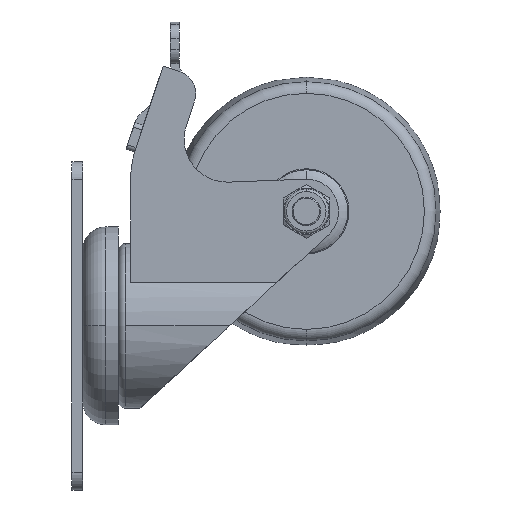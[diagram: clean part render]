
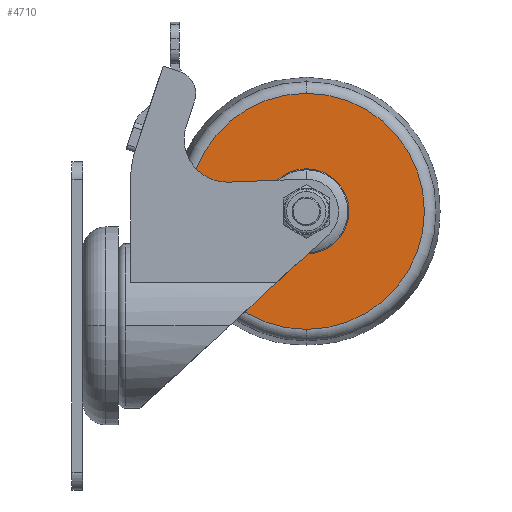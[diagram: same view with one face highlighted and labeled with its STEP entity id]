
A CAD part, left-side view. The second image highlights one B-rep face of the part: STEP entity #4710.
In plain terms, the highlighted planar face has unit normal (-1, 0, 0).
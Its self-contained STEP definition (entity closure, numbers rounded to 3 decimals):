
#3677=CARTESIAN_POINT('',(-16.,-52.5,32.));
#3678=DIRECTION('',(-1.,0.,0.));
#3679=DIRECTION('',(0.,1.,0.));
#3680=AXIS2_PLACEMENT_3D('',#3677,#3678,#3679);
#3682=CARTESIAN_POINT('',(-16.,-52.5,32.));
#3683=DIRECTION('',(-1.,0.,0.));
#3684=DIRECTION('',(0.,0.,1.));
#3685=AXIS2_PLACEMENT_3D('',#3682,#3683,#3684);
#3687=CARTESIAN_POINT('',(-16.,-52.5,32.));
#3688=DIRECTION('',(-1.,0.,0.));
#3689=DIRECTION('',(0.,-1.,0.));
#3690=AXIS2_PLACEMENT_3D('',#3687,#3688,#3689);
#3692=CARTESIAN_POINT('',(-16.,-52.5,32.));
#3693=DIRECTION('',(-1.,0.,0.));
#3694=DIRECTION('',(0.,0.,-1.));
#3695=AXIS2_PLACEMENT_3D('',#3692,#3693,#3694);
#3697=CARTESIAN_POINT('',(-16.,-52.5,32.));
#3698=DIRECTION('',(1.,0.,0.));
#3699=DIRECTION('',(0.,-1.,0.));
#3700=AXIS2_PLACEMENT_3D('',#3697,#3698,#3699);
#3702=CARTESIAN_POINT('',(-16.,-52.5,32.));
#3703=DIRECTION('',(1.,0.,0.));
#3704=DIRECTION('',(0.,1.,0.));
#3705=AXIS2_PLACEMENT_3D('',#3702,#3703,#3704);
#4466=CARTESIAN_POINT('',(-16.,-40.6,32.));
#4467=VERTEX_POINT('',#4466);
#4468=CARTESIAN_POINT('',(-16.,-64.4,32.));
#4469=VERTEX_POINT('',#4468);
#4472=CARTESIAN_POINT('',(-16.,-52.5,64.97));
#4474=VERTEX_POINT('',#4472);
#4480=CARTESIAN_POINT('',(-16.,-52.5,-0.97));
#4481=VERTEX_POINT('',#4480);
#4482=CARTESIAN_POINT('',(-16.,-19.53,32.));
#4483=VERTEX_POINT('',#4482);
#4619=CARTESIAN_POINT('',(-16.,-85.47,32.));
#4620=VERTEX_POINT('',#4619);
#4691=CARTESIAN_POINT('',(-16.,-30.065,32.));
#4692=DIRECTION('',(-1.,0.,0.));
#4693=DIRECTION('',(0.,1.,0.));
#4694=AXIS2_PLACEMENT_3D('',#4691,#4692,#4693);
#4695=PLANE('',#4694);
#4697=ORIENTED_EDGE('',*,*,#4696,.F.);
#4699=ORIENTED_EDGE('',*,*,#4698,.F.);
#4701=ORIENTED_EDGE('',*,*,#4700,.F.);
#4703=ORIENTED_EDGE('',*,*,#4702,.F.);
#4704=EDGE_LOOP('',(#4697,#4699,#4701,#4703));
#4705=FACE_OUTER_BOUND('',#4704,.F.);
#4706=ORIENTED_EDGE('',*,*,#4686,.F.);
#4707=ORIENTED_EDGE('',*,*,#4668,.F.);
#4708=EDGE_LOOP('',(#4706,#4707));
#4709=FACE_BOUND('',#4708,.F.);
#4710=ADVANCED_FACE('',(#4705,#4709),#4695,.T.);
#3681=CIRCLE('',#3680,32.97);
#3686=CIRCLE('',#3685,32.97);
#3691=CIRCLE('',#3690,32.97);
#3696=CIRCLE('',#3695,32.97);
#3701=CIRCLE('',#3700,11.9);
#3706=CIRCLE('',#3705,11.9);
#4668=EDGE_CURVE('',#4467,#4469,#3706,.T.);
#4686=EDGE_CURVE('',#4469,#4467,#3701,.T.);
#4696=EDGE_CURVE('',#4483,#4481,#3681,.T.);
#4698=EDGE_CURVE('',#4474,#4483,#3686,.T.);
#4700=EDGE_CURVE('',#4620,#4474,#3691,.T.);
#4702=EDGE_CURVE('',#4481,#4620,#3696,.T.);
